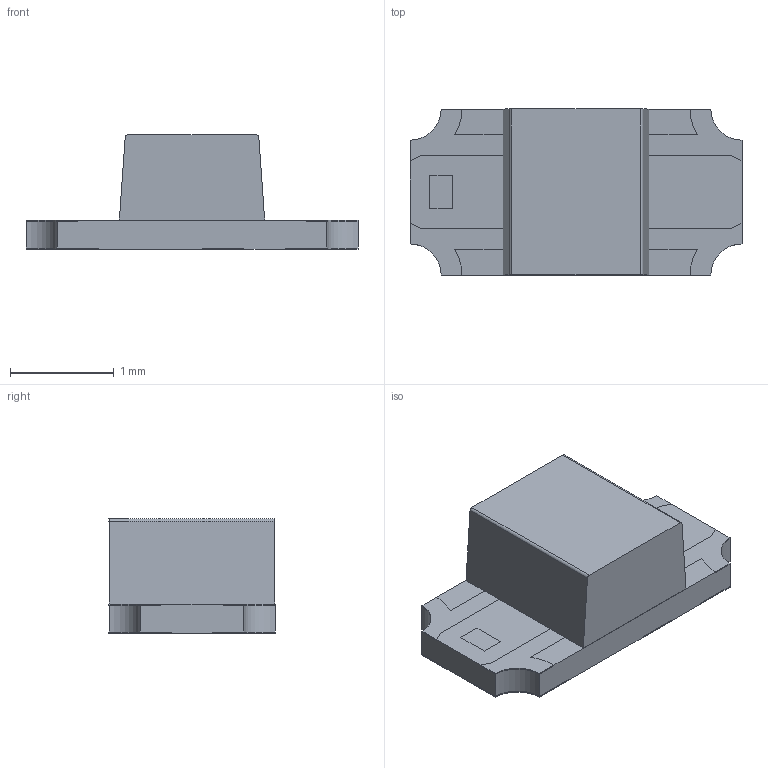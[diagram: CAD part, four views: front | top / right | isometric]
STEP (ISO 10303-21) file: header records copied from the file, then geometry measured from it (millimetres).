
FILE_DESCRIPTION(/* description */ ('Unknown'),/* implementation_level */ '2;1');
FILE_NAME(/* name */ '156120M173000',/* time_stamp */ '2018-09-14T11:14:13+02:00',/* author */ ('Unknown'),/* organization */ ('Unknown'),/* preprocessor_version */ 'ST-DEVELOPER v16.7',/* originating_system */ 'DEX',/* authorisation */ $);
FILE_SCHEMA (('AUTOMOTIVE_DESIGN {1 0 10303 214 3 1 1}'));
Length unit declared in the file: millimetre
Products named in the file (5): 156120M173000; Housing; Plating; Polarity Mark; Led
Assembly tree (4 placements, depth 2):
  156120M173000
    Housing
    Plating
    Polarity Mark
    Led
Bounding box: 3.2 x 1.6 x 1.1 mm (x, y, z)
Volume: 3.1 mm3; surface area: 30.5 mm2
Topology: 12 solids, 12 shells, 167 faces, 426 edges, 284 vertices
Faces by surface type: plane 145, cylinder 22
Entity records: 5156 total; most frequent: CARTESIAN_POINT 882, ORIENTED_EDGE 852, DIRECTION 814, EDGE_CURVE 426, LINE 382, VECTOR 382, VERTEX_POINT 284, AXIS2_PLACEMENT_3D 216
